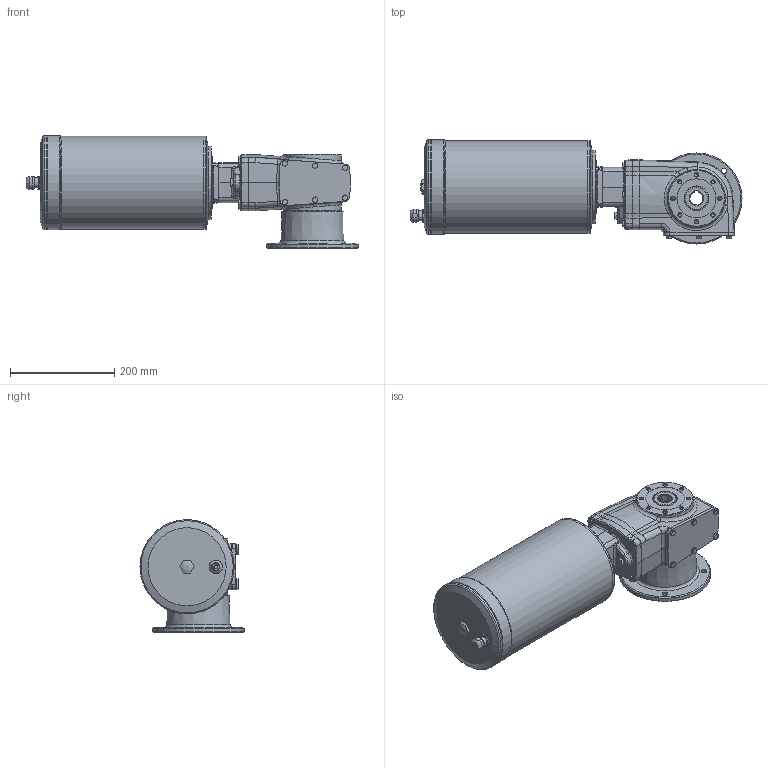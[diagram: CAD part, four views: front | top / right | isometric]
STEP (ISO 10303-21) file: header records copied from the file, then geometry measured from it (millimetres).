
FILE_DESCRIPTION( ( 'Unknown' ), '1' );
FILE_NAME( '16589060DF8CB32EE868C790A89D3EF3.3d.stp', 'Unknown', ( 'Unknown' ), ( 'Unknown' ), 'PSStep 10.1', 'Unknown', ' ' );
FILE_SCHEMA( ( 'AUTOMOTIVE_DESIGN { 1 0 10303 214 1 1 1 1 }' ) );
Length unit declared in the file: millimetre
Products named in the file (1): X42N
Bounding box: 637.5 x 199.8 x 216.5 mm (x, y, z)
Volume: 11240107.7 mm3; surface area: 482806.3 mm2
Topology: 1 solids, 19 shells, 880 faces, 2041 edges, 1266 vertices
Faces by surface type: plane 318, cylinder 199, cone 184, bspline 105, torus 65, extrusion 4, revolution 4, sphere 1
Full cylindrical faces by diameter (mm): 6.647 x40, 7 x1, 8 x8, 8.9 x12, 9 x12, 10.5 x4, 13 x8, 13.4 x1, 14 x4, 16.662 x1, 18 x1, 20 x1, 24 x1, 30 x1, 47 x1, 47.5 x2, 75 x3, 85 x1, 95 x2, 115 x1, 140 x1, 175 x1, 177.98 x1, 178 x2, 180.98 x2, 181 x3
Entity records: 41630 total; most frequent: CARTESIAN_POINT 17033, DIRECTION 3462, ORIENTED_EDGE 3360, EDGE_CURVE 1680, AXIS2_PLACEMENT_3D 1440, EDGE_LOOP 1222, VERTEX_POINT 1170, FACE_OUTER_BOUND 1045
